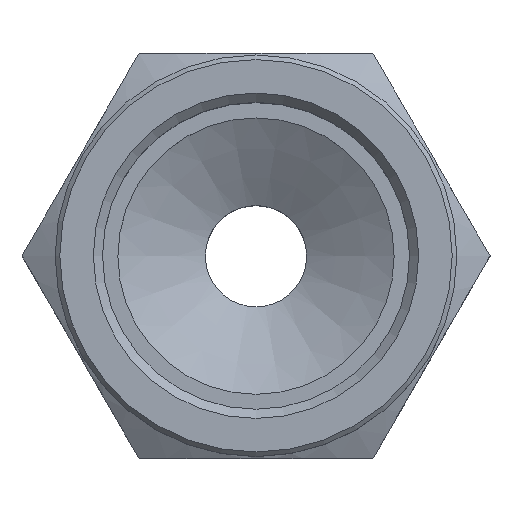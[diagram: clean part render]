
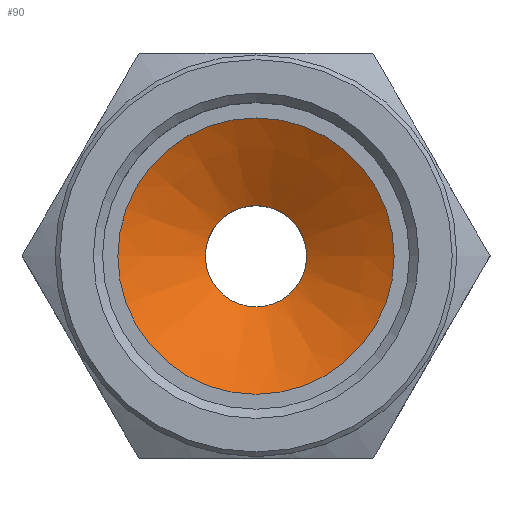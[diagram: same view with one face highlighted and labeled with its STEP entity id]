
A CAD part, top view. The second image highlights one B-rep face of the part: STEP entity #90.
In plain terms, the highlighted conical face has half-angle 60 degrees and reference radius 866.025 mm.
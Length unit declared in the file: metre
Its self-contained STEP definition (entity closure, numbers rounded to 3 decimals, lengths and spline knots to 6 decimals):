
#90 = ADVANCED_FACE( 'NONE', ( #191, #192 ), #193, .F. );
#191 = FACE_OUTER_BOUND( '', #288, .T. );
#192 = FACE_BOUND( '', #289, .T. );
#193 = CONICAL_SURFACE( '', #290, 0.866025, 1.047 );
#288 = EDGE_LOOP( '', ( #449 ) );
#289 = EDGE_LOOP( '', ( #450 ) );
#290 = AXIS2_PLACEMENT_3D( '', #451, #452, #453 );
#449 = ORIENTED_EDGE( '', *, *, #522, .F. );
#450 = ORIENTED_EDGE( '', *, *, #501, .F. );
#451 = CARTESIAN_POINT( '', ( 0., 0., 0.49592 ) );
#452 = DIRECTION( '', ( 0., 0., 1. ) );
#453 = DIRECTION( '', ( -1., 0., 0. ) );
#501 = EDGE_CURVE( 'NONE', #584, #584, #585, .T. );
#522 = EDGE_CURVE( 'NONE', #609, #609, #610, .T. );
#584 = VERTEX_POINT( '', #753 );
#585 = CIRCLE( '', #754, 0.00275 );
#609 = VERTEX_POINT( '', #853 );
#610 = CIRCLE( '', #854, 0.0075 );
#753 = CARTESIAN_POINT( '', ( 0.00275, 0., -0.002492 ) );
#754 = AXIS2_PLACEMENT_3D( '', #899, #900, #901 );
#853 = CARTESIAN_POINT( '', ( -0.0075, 0., 0.00025 ) );
#854 = AXIS2_PLACEMENT_3D( '', #911, #912, #913 );
#899 = CARTESIAN_POINT( '', ( 0., 0., -0.002492 ) );
#900 = DIRECTION( '', ( 0., 0., 1. ) );
#901 = DIRECTION( '', ( 1., 0., 0. ) );
#911 = CARTESIAN_POINT( '', ( 0., 0., 0.00025 ) );
#912 = DIRECTION( '', ( 0., 0., -1. ) );
#913 = DIRECTION( '', ( -1., 0., 0. ) );
